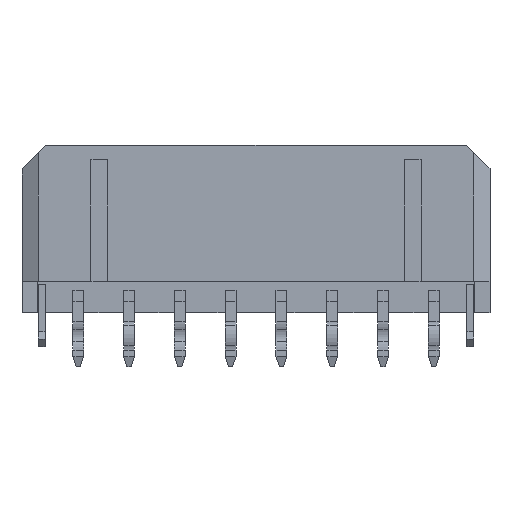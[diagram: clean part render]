
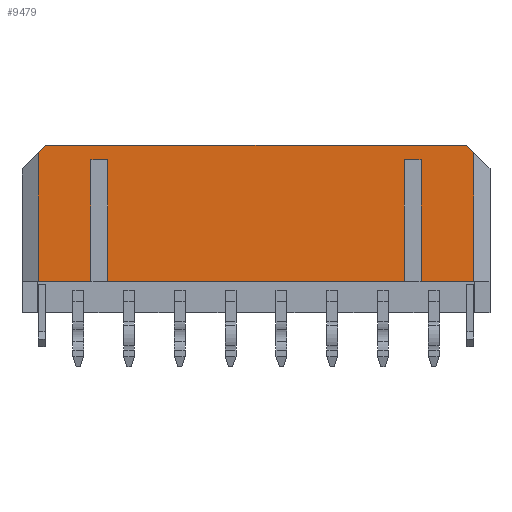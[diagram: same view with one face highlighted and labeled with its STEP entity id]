
A CAD part, front view. The second image highlights one B-rep face of the part: STEP entity #9479.
In plain terms, the highlighted planar face has unit normal (0, -1, 0).
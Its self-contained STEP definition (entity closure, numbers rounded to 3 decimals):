
#1931=DIRECTION('',(0.,0.,1.));
#1932=VECTOR('',#1931,7.2);
#1933=CARTESIAN_POINT('',(8.75,-1.93,-3.1));
#1934=LINE('',#1933,#1932);
#1935=DIRECTION('',(-1.,0.,0.));
#1936=VECTOR('',#1935,17.5);
#1937=CARTESIAN_POINT('',(8.75,-1.93,-3.1));
#1938=LINE('',#1937,#1936);
#1939=DIRECTION('',(0.,0.,1.));
#1940=VECTOR('',#1939,7.2);
#1941=CARTESIAN_POINT('',(-8.75,-1.93,-3.1));
#1942=LINE('',#1941,#1940);
#1943=DIRECTION('',(-1.,0.,0.));
#1944=VECTOR('',#1943,1.);
#1945=CARTESIAN_POINT('',(-8.75,-1.93,4.1));
#1946=LINE('',#1945,#1944);
#1947=DIRECTION('',(0.,0.,1.));
#1948=VECTOR('',#1947,7.2);
#1949=CARTESIAN_POINT('',(-9.75,-1.93,-3.1));
#1950=LINE('',#1949,#1948);
#1951=DIRECTION('',(-1.,0.,0.));
#1952=VECTOR('',#1951,3.11);
#1953=CARTESIAN_POINT('',(-9.75,-1.93,-3.1));
#1954=LINE('',#1953,#1952);
#1955=DIRECTION('',(0.,0.,1.));
#1956=VECTOR('',#1955,7.61);
#1957=CARTESIAN_POINT('',(-12.86,-1.93,-3.1));
#1958=LINE('',#1957,#1956);
#1959=DIRECTION('',(-0.707,0.,-0.707));
#1960=VECTOR('',#1959,0.622);
#1961=CARTESIAN_POINT('',(-12.42,-1.93,4.95));
#1962=LINE('',#1961,#1960);
#1963=DIRECTION('',(1.,0.,0.));
#1964=VECTOR('',#1963,24.84);
#1965=CARTESIAN_POINT('',(-12.42,-1.93,4.95));
#1966=LINE('',#1965,#1964);
#1967=DIRECTION('',(-0.707,0.,0.707));
#1968=VECTOR('',#1967,0.622);
#1969=CARTESIAN_POINT('',(12.86,-1.93,4.51));
#1970=LINE('',#1969,#1968);
#1971=DIRECTION('',(0.,0.,-1.));
#1972=VECTOR('',#1971,7.61);
#1973=CARTESIAN_POINT('',(12.86,-1.93,4.51));
#1974=LINE('',#1973,#1972);
#1975=DIRECTION('',(-1.,0.,0.));
#1976=VECTOR('',#1975,3.11);
#1977=CARTESIAN_POINT('',(12.86,-1.93,-3.1));
#1978=LINE('',#1977,#1976);
#1979=DIRECTION('',(0.,0.,1.));
#1980=VECTOR('',#1979,7.2);
#1981=CARTESIAN_POINT('',(9.75,-1.93,-3.1));
#1982=LINE('',#1981,#1980);
#1983=DIRECTION('',(-1.,0.,0.));
#1984=VECTOR('',#1983,1.);
#1985=CARTESIAN_POINT('',(9.75,-1.93,4.1));
#1986=LINE('',#1985,#1984);
#5729=CARTESIAN_POINT('',(8.75,-1.93,-3.1));
#5730=CARTESIAN_POINT('',(8.75,-1.93,4.1));
#5731=VERTEX_POINT('',#5729);
#5732=VERTEX_POINT('',#5730);
#5733=CARTESIAN_POINT('',(9.75,-1.93,-3.1));
#5734=CARTESIAN_POINT('',(9.75,-1.93,4.1));
#5735=VERTEX_POINT('',#5733);
#5736=VERTEX_POINT('',#5734);
#5877=CARTESIAN_POINT('',(-12.42,-1.93,4.95));
#5878=CARTESIAN_POINT('',(-12.86,-1.93,4.51));
#5879=VERTEX_POINT('',#5877);
#5880=VERTEX_POINT('',#5878);
#5881=CARTESIAN_POINT('',(12.86,-1.93,4.51));
#5882=CARTESIAN_POINT('',(12.42,-1.93,4.95));
#5883=VERTEX_POINT('',#5881);
#5884=VERTEX_POINT('',#5882);
#5977=CARTESIAN_POINT('',(-12.86,-1.93,-3.1));
#5978=VERTEX_POINT('',#5977);
#5979=CARTESIAN_POINT('',(12.86,-1.93,-3.1));
#5980=VERTEX_POINT('',#5979);
#6033=CARTESIAN_POINT('',(-8.75,-1.93,-3.1));
#6034=VERTEX_POINT('',#6033);
#6043=CARTESIAN_POINT('',(-8.75,-1.93,4.1));
#6044=CARTESIAN_POINT('',(-9.75,-1.93,4.1));
#6045=VERTEX_POINT('',#6043);
#6046=VERTEX_POINT('',#6044);
#6047=CARTESIAN_POINT('',(-9.75,-1.93,-3.1));
#6048=VERTEX_POINT('',#6047);
#9446=CARTESIAN_POINT('',(-13.82,-1.93,4.95));
#9447=DIRECTION('',(0.,-1.,0.));
#9448=DIRECTION('',(0.,0.,-1.));
#9449=AXIS2_PLACEMENT_3D('',#9446,#9447,#9448);
#9450=PLANE('',#9449);
#9452=ORIENTED_EDGE('',*,*,#9451,.F.);
#9454=ORIENTED_EDGE('',*,*,#9453,.T.);
#9456=ORIENTED_EDGE('',*,*,#9455,.T.);
#9458=ORIENTED_EDGE('',*,*,#9457,.T.);
#9460=ORIENTED_EDGE('',*,*,#9459,.F.);
#9462=ORIENTED_EDGE('',*,*,#9461,.T.);
#9464=ORIENTED_EDGE('',*,*,#9463,.T.);
#9466=ORIENTED_EDGE('',*,*,#9465,.F.);
#9467=ORIENTED_EDGE('',*,*,#7668,.T.);
#9469=ORIENTED_EDGE('',*,*,#9468,.F.);
#9470=ORIENTED_EDGE('',*,*,#9435,.T.);
#9472=ORIENTED_EDGE('',*,*,#9471,.T.);
#9474=ORIENTED_EDGE('',*,*,#9473,.T.);
#9476=ORIENTED_EDGE('',*,*,#9475,.T.);
#9477=EDGE_LOOP('',(#9452,#9454,#9456,#9458,#9460,#9462,#9464,#9466,#9467,#9469,
#9470,#9472,#9474,#9476));
#9478=FACE_OUTER_BOUND('',#9477,.F.);
#9479=ADVANCED_FACE('',(#9478),#9450,.T.);
#7668=EDGE_CURVE('',#5879,#5884,#1966,.T.);
#9435=EDGE_CURVE('',#5883,#5980,#1974,.T.);
#9451=EDGE_CURVE('',#5731,#5732,#1934,.T.);
#9453=EDGE_CURVE('',#5731,#6034,#1938,.T.);
#9455=EDGE_CURVE('',#6034,#6045,#1942,.T.);
#9457=EDGE_CURVE('',#6045,#6046,#1946,.T.);
#9459=EDGE_CURVE('',#6048,#6046,#1950,.T.);
#9461=EDGE_CURVE('',#6048,#5978,#1954,.T.);
#9463=EDGE_CURVE('',#5978,#5880,#1958,.T.);
#9465=EDGE_CURVE('',#5879,#5880,#1962,.T.);
#9468=EDGE_CURVE('',#5883,#5884,#1970,.T.);
#9471=EDGE_CURVE('',#5980,#5735,#1978,.T.);
#9473=EDGE_CURVE('',#5735,#5736,#1982,.T.);
#9475=EDGE_CURVE('',#5736,#5732,#1986,.T.);
